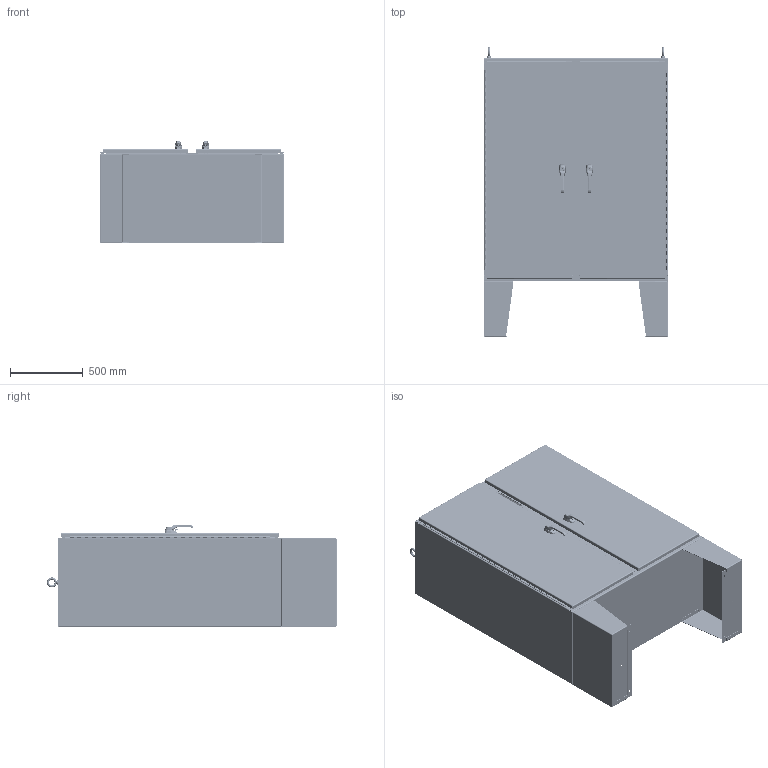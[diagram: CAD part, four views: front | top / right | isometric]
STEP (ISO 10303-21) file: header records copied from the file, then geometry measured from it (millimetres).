
FILE_DESCRIPTION(/* description */ ('WA_CPX_U, FLOOR MOUNT DISC., BLR, 60X49X24'),/* implementation_level */ '2;1');
FILE_NAME(/* name */ 'WA60CPX4924U.stp',/* time_stamp */ '2017-04-05T12:01:07+06:00',/* author */ ('vdas'),/* organization */ (''),/* preprocessor_version */ 'ST-DEVELOPER v16.1',/* originating_system */ 'Autodesk Inventor 2016',/* authorisation */ '');
FILE_SCHEMA (('AUTOMOTIVE_DESIGN { 1 0 10303 214 3 1 1 }'));
Products named in the file (107): WA60CPX4924UBLR; WACPX4924UTOP; WACPX4924UBTM; 30364; 31665; FUN00129_WACPX49U; 3063; 30229; 316298; HFW3025; 349132; HFW3878; WA60CPX49ULDR; 1091-903_AF0_1; 1091-903_AF0_2; 1091-903_AF0; PLASTIC-ROLLER-CAM_AF1; 7379-M6-8X25_AF0; LOCK-NUT_AF0; PLASTIC-ROLLER-CAM_AF0_ASM; SUPPORT-ROLL_AF0; 1091-BR11_AF0; HFW31712; 37026; 3021WIE; HFW3762; 31215; 3862; LARGE_DOOR_ROD_ASSM-37026; 1091-73; 1091-74-03; 1091-74-01; 1091-B11_ASM; 1091-75; DIN3771_16X2_5; 2100-11; 1091-76; D125B_10_5; DIN985_M10; 1000-277-01 ...
Assembly tree (178 placements, depth 6):
  WA60CPX4924U
    WA60CPX4924UBLR
    WACPX4924UTOP
    WACPX4924UBTM
    30364  x2
    31665  x2
    FUN00129_WACPX49U
    3063  x2
    30229  x8
    316298  x2
    HFW3025  x2
    349132  x2
    HFW3878  x2
    WA60CPX49ULDR_1
      WA60CPX49ULDR
      LARGE_DOOR_ROD_ASSM-37026
        HFW31712
          1091-903_AF0
            1091-903_AF0_1
            1091-903_AF0_2
          PLASTIC-ROLLER-CAM_AF0_ASM
            PLASTIC-ROLLER-CAM_AF1
            7379-M6-8X25_AF0
            LOCK-NUT_AF0
          SUPPORT-ROLL_AF0
          1091-BR11_AF0
        37026  x2
        3021WIE  x2
        HFW3762  x4
        31215  x2
        3862  x2
      HFW32436
        1091-73
        1091-B11_ASM
          1091-74-03
          1091-74-01
        1091-75
        DIN3771_16X2_5
        2100-11
        1091-76
        D125B_10_5
        DIN985_M10
        1000-277-01  x2
        1000-02
        1225-05
        SPACER
      38846
      CHUTEBOLTGUIDEASSM  x2
        HFW31233
        HFW3121
        HFW369101
    WA60CPX49URDR_1
      WA60CPX49URDR
      LARGE_DOOR_ROD_ASSM-37026
        HFW31712
          1091-903_AF0
            1091-903_AF0_1
            1091-903_AF0_2
          PLASTIC-ROLLER-CAM_AF0_ASM
            PLASTIC-ROLLER-CAM_AF1
Bounding box: 1263.65 x 1987.45 x 701.25 mm (x, y, z)
Volume: 32091107 mm3; surface area: 19624065 mm2
Topology: 207 solids, 207 shells, 8461 faces, 21013 edges, 12983 vertices
Faces by surface type: plane 3907, cylinder 2837, bspline 571, torus 545, cone 403, sphere 198
Full cylindrical faces by diameter (mm): 1.587 x1, 2.5 x2, 3 x2, 3.048 x2, 3.1 x4, 3.15 x2, 3.175 x2, 3.5 x2, 3.607 x2, 3.9 x2, 3.962 x6, 4.2 x4, 4.5 x4, 4.762 x1, 4.825 x30, 4.978 x7, 5 x6, 5.08 x8, 5.105 x5, 5.156 x8, 5.4 x6, 5.69 x8, 6 x6, 6.128 x4, 6.172 x4, 6.337 x12, 6.35 x75, 6.41 x4, 6.528 x1, 6.604 x3
Entity records: 144319 total; most frequent: CARTESIAN_POINT 55686, DIRECTION 18347, ORIENTED_EDGE 17246, EDGE_CURVE 8596, AXIS2_PLACEMENT_3D 6794, VERTEX_POINT 5509, LINE 4759, VECTOR 4759
